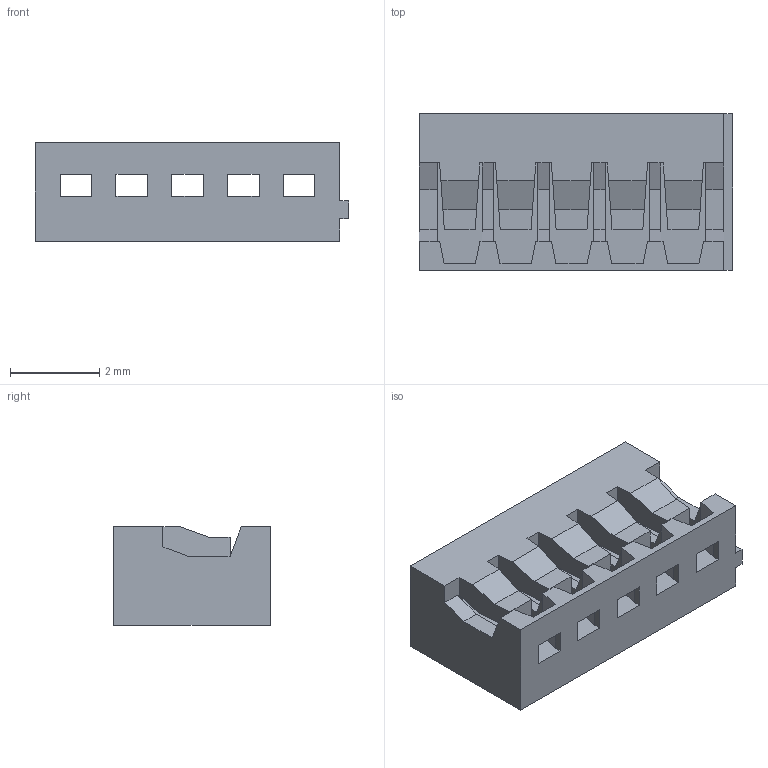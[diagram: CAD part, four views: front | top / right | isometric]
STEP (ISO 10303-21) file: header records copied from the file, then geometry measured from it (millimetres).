
FILE_DESCRIPTION((''),'2;1');
FILE_NAME('510220500','2007-09-26T',('av'),(''),'PRO/ENGINEER BY PARAMETRIC TECHNOLOGY CORPORATION, 2003451','PRO/ENGINEER BY PARAMETRIC TECHNOLOGY CORPORATION, 2003451','');
FILE_SCHEMA(('CONFIG_CONTROL_DESIGN'));
Length unit declared in the file: millimetre
Products named in the file (1): 510220500
Bounding box: 7 x 3.5 x 2.2 mm (x, y, z)
Volume: 34.8 mm3; surface area: 159.8 mm2
Topology: 1 solids, 1 shells, 245 faces, 706 edges, 460 vertices
Faces by surface type: plane 245
Entity records: 7844 total; most frequent: CARTESIAN_POINT 1389, ORIENTED_EDGE 1378, DIRECTION 1210, VECTOR 696, LINE 696, EDGE_CURVE 689, VERTEX_POINT 436, AXIS2_PLACEMENT_3D 257
